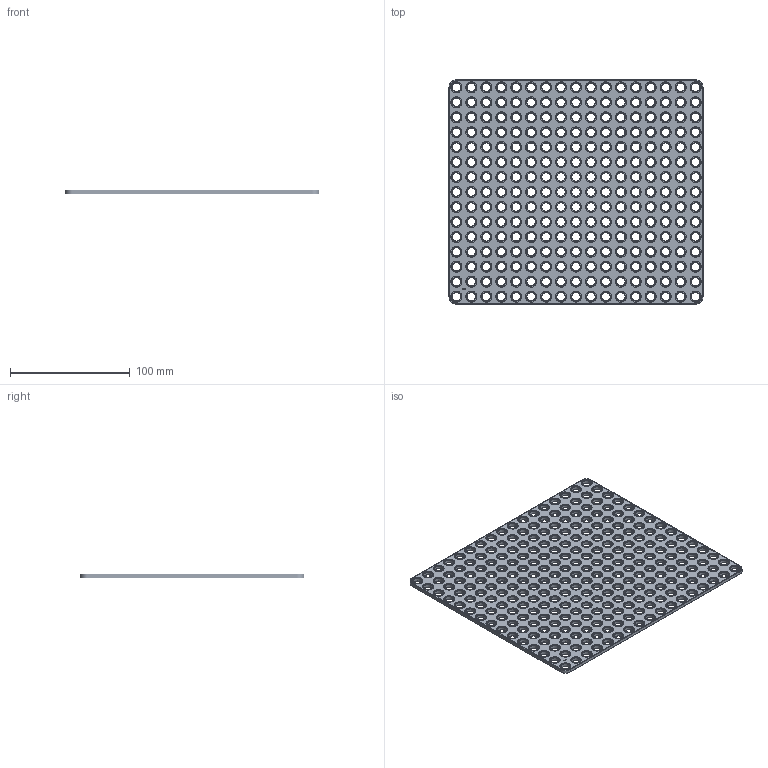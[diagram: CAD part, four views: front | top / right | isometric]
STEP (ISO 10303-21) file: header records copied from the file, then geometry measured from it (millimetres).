
FILE_DESCRIPTION(('FreeCAD Model'),'2;1');
FILE_NAME('Open CASCADE Shape Model','2024-10-08T23:49:08',(''),(''), 'Open CASCADE STEP processor 7.7','FreeCAD','Unknown');
FILE_SCHEMA(('AUTOMOTIVE_DESIGN { 1 0 10303 214 1 1 1 1 }'));
Length unit declared in the file: millimetre
Products named in the file (1): Plate RCT CRNR BU17x15x00.25 - SPN-PLT-0203 (stemfie.org)
Bounding box: 212.5 x 187.5 x 3.12 mm (x, y, z)
Volume: 88703.6 mm3; surface area: 79427 mm2
Topology: 1 solids, 1 shells, 1777 faces, 3938 edges, 2450 vertices
Faces by surface type: plane 577, cylinder 518, cone 518, extrusion 164
Full cylindrical faces by diameter (mm): 7 x255, 9.2 x255
Entity records: 50537 total; most frequent: CARTESIAN_POINT 9499, DIRECTION 8556, ORIENTED_EDGE 7876, EDGE_CURVE 3938, AXIS2_PLACEMENT_3D 3168, FACE_BOUND 2574, EDGE_LOOP 2574, VERTEX_POINT 2450
